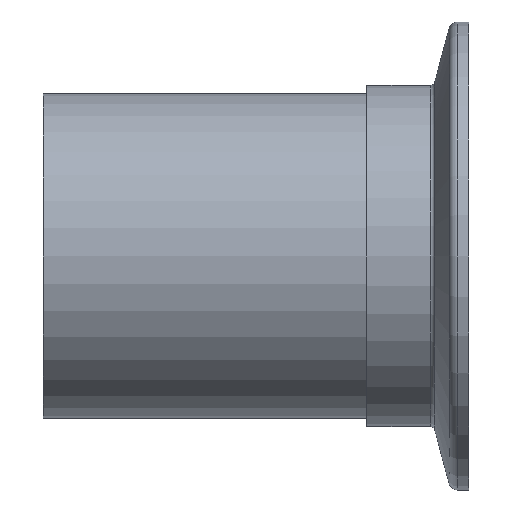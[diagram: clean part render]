
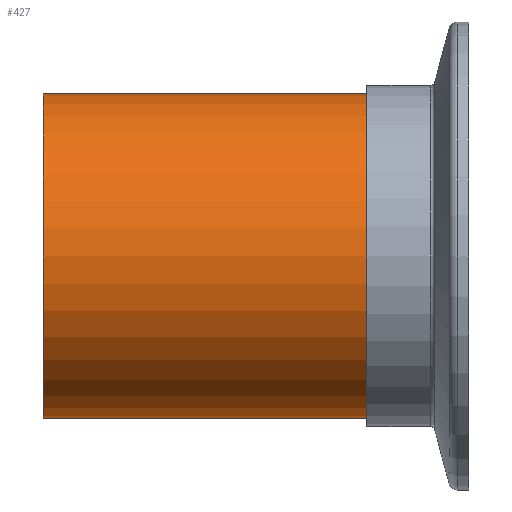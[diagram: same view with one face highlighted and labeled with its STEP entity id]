
A CAD part, left-side view. The second image highlights one B-rep face of the part: STEP entity #427.
In plain terms, the highlighted cylindrical face has radius 19.05 mm (diameter 38.1 mm), a partial arc.
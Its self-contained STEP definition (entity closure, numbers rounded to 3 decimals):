
#3 = VERTEX_POINT ( 'NONE', #574 ) ;
#6 = VERTEX_POINT ( 'NONE', #532 ) ;
#24 = DIRECTION ( 'NONE',  ( 0., -1., 0. ) ) ;
#34 = CYLINDRICAL_SURFACE ( 'NONE', #120, 19.05 ) ;
#40 = CARTESIAN_POINT ( 'NONE',  ( 0., 0., 19.05 ) ) ;
#63 = AXIS2_PLACEMENT_3D ( 'NONE', #133, #129, #127 ) ;
#66 = AXIS2_PLACEMENT_3D ( 'NONE', #244, #217, #222 ) ;
#115 = FACE_OUTER_BOUND ( 'NONE', #461, .T. ) ;
#120 = AXIS2_PLACEMENT_3D ( 'NONE', #307, #303, #309 ) ;
#121 = EDGE_CURVE ( 'NONE', #3, #399, #338, .T. ) ;
#127 = DIRECTION ( 'NONE',  ( 0., 0., -1. ) ) ;
#129 = DIRECTION ( 'NONE',  ( 0., -1., 0. ) ) ;
#133 = CARTESIAN_POINT ( 'NONE',  ( 0., 50., 0. ) ) ;
#145 = EDGE_CURVE ( 'NONE', #404, #399, #296, .T. ) ;
#154 = EDGE_CURVE ( 'NONE', #6, #3, #260, .T. ) ;
#163 = EDGE_CURVE ( 'NONE', #6, #404, #235, .T. ) ;
#217 = DIRECTION ( 'NONE',  ( 0., -1., 0. ) ) ;
#222 = DIRECTION ( 'NONE',  ( 0., 0., -1. ) ) ;
#232 = VECTOR ( 'NONE', #24, 1000. ) ;
#235 = LINE ( 'NONE', #40, #232 ) ;
#244 = CARTESIAN_POINT ( 'NONE',  ( 0., 12., 0. ) ) ;
#260 = CIRCLE ( 'NONE', #63, 19.05 ) ;
#296 = CIRCLE ( 'NONE', #66, 19.05 ) ;
#303 = DIRECTION ( 'NONE',  ( 0., -1., 0. ) ) ;
#307 = CARTESIAN_POINT ( 'NONE',  ( 0., 0., 0. ) ) ;
#309 = DIRECTION ( 'NONE',  ( 0., 0., -1. ) ) ;
#321 = VECTOR ( 'NONE', #485, 1000. ) ;
#329 = CARTESIAN_POINT ( 'NONE',  ( 0., 12., -19.05 ) ) ;
#331 = CARTESIAN_POINT ( 'NONE',  ( 0., 12., 19.05 ) ) ;
#332 = CARTESIAN_POINT ( 'NONE',  ( 0., 0., -19.05 ) ) ;
#338 = LINE ( 'NONE', #332, #321 ) ;
#399 = VERTEX_POINT ( 'NONE', #329 ) ;
#404 = VERTEX_POINT ( 'NONE', #331 ) ;
#427 = ADVANCED_FACE ( 'NONE', ( #115 ), #34, .T. ) ;
#461 = EDGE_LOOP ( 'NONE', ( #517, #576, #514, #546 ) ) ;
#485 = DIRECTION ( 'NONE',  ( 0., -1., 0. ) ) ;
#514 = ORIENTED_EDGE ( 'NONE', *, *, #121, .T. ) ;
#517 = ORIENTED_EDGE ( 'NONE', *, *, #163, .F. ) ;
#532 = CARTESIAN_POINT ( 'NONE',  ( 0., 50., 19.05 ) ) ;
#546 = ORIENTED_EDGE ( 'NONE', *, *, #145, .F. ) ;
#574 = CARTESIAN_POINT ( 'NONE',  ( 0., 50., -19.05 ) ) ;
#576 = ORIENTED_EDGE ( 'NONE', *, *, #154, .T. ) ;
